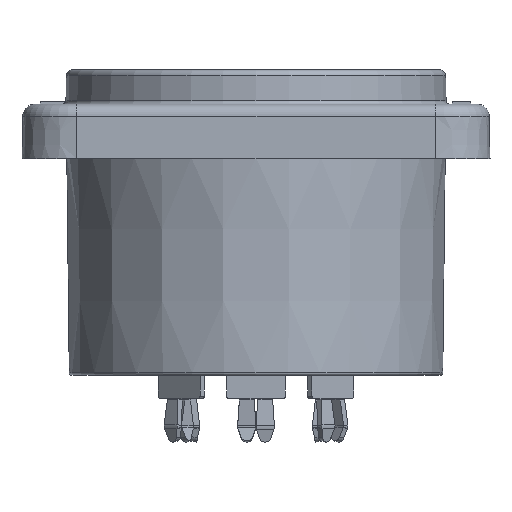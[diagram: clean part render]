
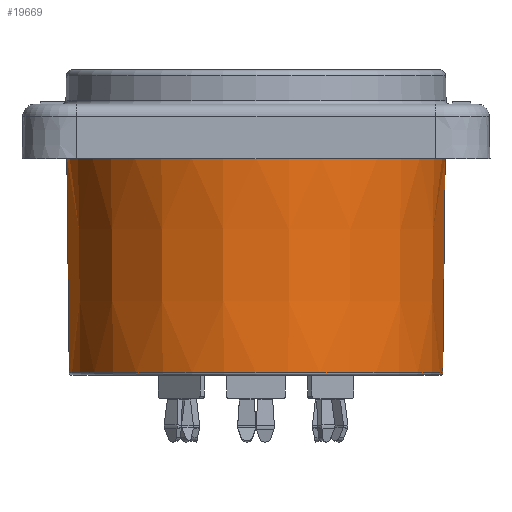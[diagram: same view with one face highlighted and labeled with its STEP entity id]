
A CAD part, left-side view. The second image highlights one B-rep face of the part: STEP entity #19669.
In plain terms, the highlighted conical face has half-angle 0.646 degrees and reference radius 15.326 mm.
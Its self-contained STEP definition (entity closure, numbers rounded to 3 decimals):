
#1365=DIRECTION('',(0.,0.011,-1.));
#1366=VECTOR('',#1365,17.553);
#1367=CARTESIAN_POINT('',(0.,-15.425,-7.15));
#1368=LINE('',#1367,#1366);
#1374=DIRECTION('',(0.,-0.011,-1.));
#1375=VECTOR('',#1374,17.553);
#1376=CARTESIAN_POINT('',(0.,15.425,-7.15));
#1377=LINE('',#1376,#1375);
#1378=CARTESIAN_POINT('',(0.,0.,-24.702));
#1379=DIRECTION('',(0.,0.,-1.));
#1380=DIRECTION('',(0.,-1.,0.));
#1381=AXIS2_PLACEMENT_3D('',#1378,#1379,#1380);
#1383=CARTESIAN_POINT('',(0.,0.,-7.15));
#1384=DIRECTION('',(0.,0.,-1.));
#1385=DIRECTION('',(0.,-1.,0.));
#1386=AXIS2_PLACEMENT_3D('',#1383,#1384,#1385);
#14516=CARTESIAN_POINT('',(0.,-15.425,-7.15));
#14517=CARTESIAN_POINT('',(0.,15.425,-7.15));
#14518=VERTEX_POINT('',#14516);
#14519=VERTEX_POINT('',#14517);
#15162=CARTESIAN_POINT('',(0.,-15.227,-24.702));
#15163=CARTESIAN_POINT('',(0.,15.227,-24.702));
#15164=VERTEX_POINT('',#15162);
#15165=VERTEX_POINT('',#15163);
#19657=CARTESIAN_POINT('',(0.,0.,-15.926));
#19658=DIRECTION('',(0.,0.,1.));
#19659=DIRECTION('',(0.,1.,0.));
#19660=AXIS2_PLACEMENT_3D('',#19657,#19658,#19659);
#19661=CONICAL_SURFACE('',#19660,15.326,0.646);
#19662=ORIENTED_EDGE('',*,*,#19622,.T.);
#19663=ORIENTED_EDGE('',*,*,#19652,.F.);
#19665=ORIENTED_EDGE('',*,*,#19664,.F.);
#19666=ORIENTED_EDGE('',*,*,#19648,.T.);
#19667=EDGE_LOOP('',(#19662,#19663,#19665,#19666));
#19668=FACE_OUTER_BOUND('',#19667,.F.);
#19669=ADVANCED_FACE('',(#19668),#19661,.T.);
#1382=CIRCLE('',#1381,15.227);
#1387=CIRCLE('',#1386,15.425);
#19622=EDGE_CURVE('',#15164,#15165,#1382,.T.);
#19648=EDGE_CURVE('',#14518,#15164,#1368,.T.);
#19652=EDGE_CURVE('',#14519,#15165,#1377,.T.);
#19664=EDGE_CURVE('',#14518,#14519,#1387,.T.);
